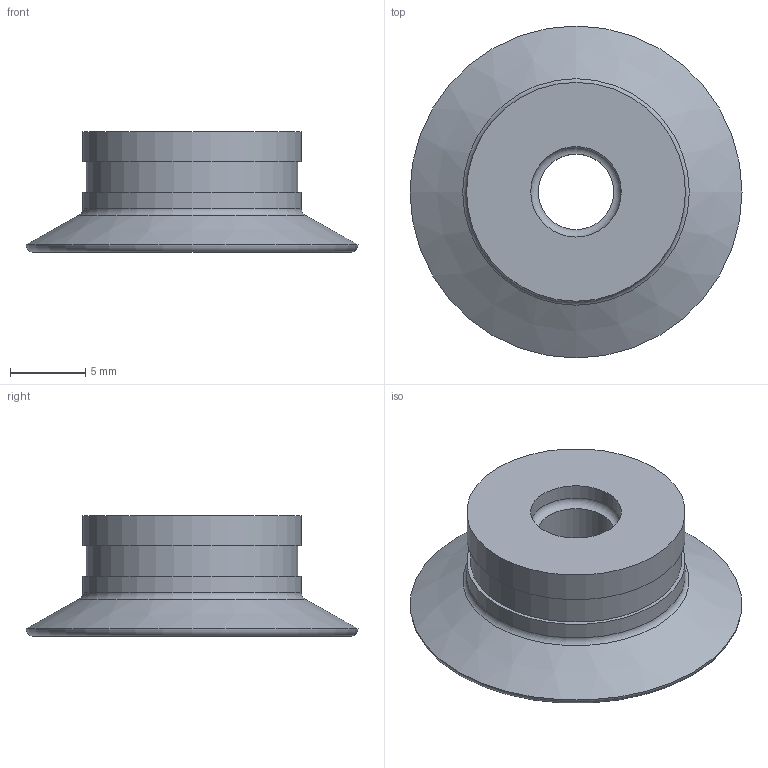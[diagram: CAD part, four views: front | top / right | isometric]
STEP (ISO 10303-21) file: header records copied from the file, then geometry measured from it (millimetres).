
FILE_DESCRIPTION( ( 'PIAB ISM' ), '1' );
FILE_NAME( 'PIAB_ISM_0101144.stp', 'Unknown', ( 'MaK' ), ( 'FALUTEKNIK AB' ), 'XStep 1.0', 'Solid Edge V15', ' ' );
FILE_SCHEMA( ( 'CONFIG_CONTROL_DESIGN' ) );
Length unit declared in the file: millimetre
Products named in the file (1): 3150119
Bounding box: 22 x 22 x 8 mm (x, y, z)
Volume: 1016.5 mm3; surface area: 1264.8 mm2
Topology: 1 solids, 2 shells, 21 faces, 38 edges, 22 vertices
Faces by surface type: cylinder 8, torus 6, plane 5, cone 2
Full cylindrical faces by diameter (mm): 5 x1, 6 x1, 7 x1, 9.5 x1, 10 x1, 14 x1, 14.5 x2
Entity records: 475 total; most frequent: DIRECTION 86, CARTESIAN_POINT 64, AXIS2_PLACEMENT_3D 43, EDGE_LOOP 42, ORIENTED_EDGE 42, FACE_OUTER_BOUND 35, ADVANCED_FACE 21, EDGE_CURVE 21
